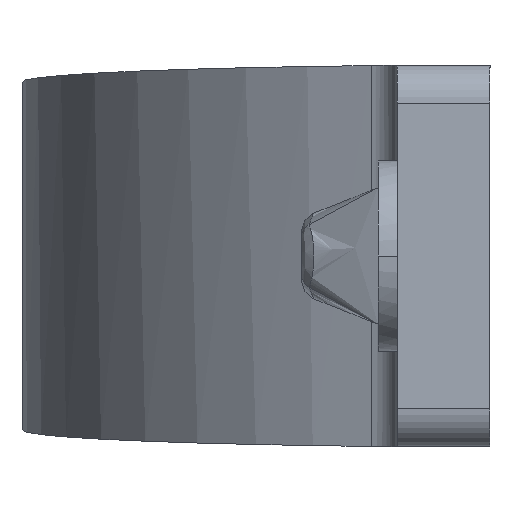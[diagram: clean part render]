
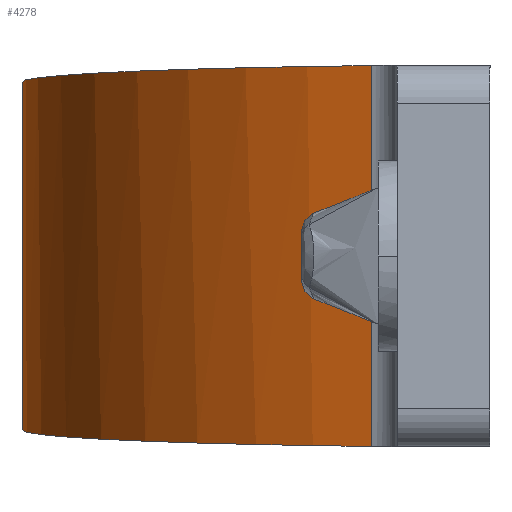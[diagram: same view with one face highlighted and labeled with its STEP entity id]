
A CAD part, left-side view. The second image highlights one B-rep face of the part: STEP entity #4278.
In plain terms, the highlighted cylindrical face has radius 27.019 mm (diameter 54.039 mm), a partial arc.
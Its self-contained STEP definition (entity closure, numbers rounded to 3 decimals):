
#24 = VERTEX_POINT ( 'NONE', #1175 ) ;
#28 = CARTESIAN_POINT ( 'NONE',  ( -6.027, -2.585, 0. ) ) ;
#540 = DIRECTION ( 'NONE',  ( 0., 0., 1. ) ) ;
#607 = CARTESIAN_POINT ( 'NONE',  ( -6.027, 24.434, -0.892 ) ) ;
#877 =( BOUNDED_CURVE ( )  B_SPLINE_CURVE ( 3, ( #4224, #4179, #2821, #3821 ),
 .UNSPECIFIED., .F., .T. ) 
 B_SPLINE_CURVE_WITH_KNOTS ( ( 4, 4 ),
 ( 4.712, 5.954 ),
 .UNSPECIFIED. ) 
 CURVE ( )  GEOMETRIC_REPRESENTATION_ITEM ( )  RATIONAL_B_SPLINE_CURVE ( ( 1., 0.876, 0.876, 1. ) ) 
 REPRESENTATION_ITEM ( '' )  );
#925 = VECTOR ( 'NONE', #540, 1000. ) ;
#1056 = ORIENTED_EDGE ( 'NONE', *, *, #2107, .T. ) ;
#1175 = CARTESIAN_POINT ( 'NONE',  ( -31.596, 6.147, -0.03 ) ) ;
#1207 = VERTEX_POINT ( 'NONE', #2464 ) ;
#1316 =( BOUNDED_CURVE ( )  B_SPLINE_CURVE ( 3, ( #3816, #4101, #2698, #2094 ),
 .UNSPECIFIED., .F., .F. ) 
 B_SPLINE_CURVE_WITH_KNOTS ( ( 4, 4 ),
 ( 3.471, 4.712 ),
 .UNSPECIFIED. ) 
 CURVE ( )  GEOMETRIC_REPRESENTATION_ITEM ( )  RATIONAL_B_SPLINE_CURVE ( ( 1., 0.876, 0.876, 1. ) ) 
 REPRESENTATION_ITEM ( '' )  );
#1324 = AXIS2_PLACEMENT_3D ( 'NONE', #28, #3451, #4158 ) ;
#1347 = ORIENTED_EDGE ( 'NONE', *, *, #1931, .T. ) ;
#1604 = FACE_OUTER_BOUND ( 'NONE', #3872, .T. ) ;
#1621 = CARTESIAN_POINT ( 'NONE',  ( -31.596, 6.147, 0. ) ) ;
#1709 = DIRECTION ( 'NONE',  ( 0., 0., -1. ) ) ;
#1836 = ORIENTED_EDGE ( 'NONE', *, *, #3786, .T. ) ;
#1930 = VERTEX_POINT ( 'NONE', #3746 ) ;
#1931 = EDGE_CURVE ( 'NONE', #4259, #1930, #2024, .T. ) ;
#2024 = LINE ( 'NONE', #2416, #3381 ) ;
#2094 = CARTESIAN_POINT ( 'NONE',  ( -6.027, 24.434, -0.892 ) ) ;
#2107 = EDGE_CURVE ( 'NONE', #1930, #1207, #877, .T. ) ;
#2416 = CARTESIAN_POINT ( 'NONE',  ( -6.027, 24.434, 0. ) ) ;
#2464 = CARTESIAN_POINT ( 'NONE',  ( -31.596, 6.147, -19.97 ) ) ;
#2627 = EDGE_CURVE ( 'NONE', #1207, #24, #4455, .T. ) ;
#2698 = CARTESIAN_POINT ( 'NONE',  ( -17.994, 24.434, -0.489 ) ) ;
#2821 = CARTESIAN_POINT ( 'NONE',  ( -27.728, 17.473, -19.839 ) ) ;
#3234 = ORIENTED_EDGE ( 'NONE', *, *, #2627, .T. ) ;
#3381 = VECTOR ( 'NONE', #1709, 1000. ) ;
#3382 = CYLINDRICAL_SURFACE ( 'NONE', #1324, 27.019 ) ;
#3451 = DIRECTION ( 'NONE',  ( 0., 0., -1. ) ) ;
#3746 = CARTESIAN_POINT ( 'NONE',  ( -6.027, 24.434, -19.108 ) ) ;
#3786 = EDGE_CURVE ( 'NONE', #24, #4259, #1316, .T. ) ;
#3816 = CARTESIAN_POINT ( 'NONE',  ( -31.596, 6.147, -0.03 ) ) ;
#3821 = CARTESIAN_POINT ( 'NONE',  ( -31.596, 6.147, -19.97 ) ) ;
#3872 = EDGE_LOOP ( 'NONE', ( #1836, #1347, #1056, #3234 ) ) ;
#4101 = CARTESIAN_POINT ( 'NONE',  ( -27.728, 17.473, -0.161 ) ) ;
#4158 = DIRECTION ( 'NONE',  ( 0., 1., 0. ) ) ;
#4179 = CARTESIAN_POINT ( 'NONE',  ( -17.994, 24.434, -19.511 ) ) ;
#4224 = CARTESIAN_POINT ( 'NONE',  ( -6.027, 24.434, -19.108 ) ) ;
#4259 = VERTEX_POINT ( 'NONE', #607 ) ;
#4278 = ADVANCED_FACE ( 'NONE', ( #1604 ), #3382, .T. ) ;
#4455 = LINE ( 'NONE', #1621, #925 ) ;
